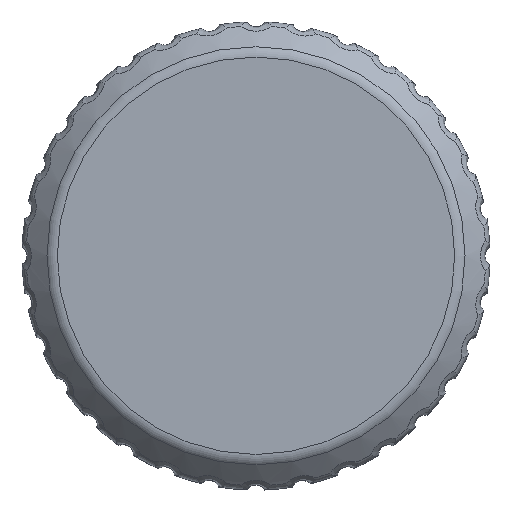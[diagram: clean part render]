
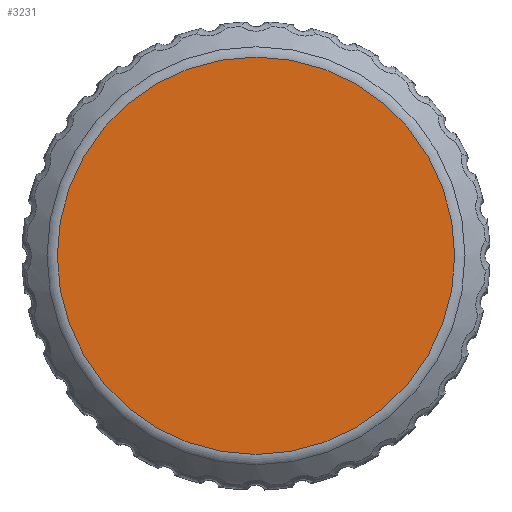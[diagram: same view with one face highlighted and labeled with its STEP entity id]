
A CAD part, top view. The second image highlights one B-rep face of the part: STEP entity #3231.
In plain terms, the highlighted planar face has unit normal (0, 0, 1).
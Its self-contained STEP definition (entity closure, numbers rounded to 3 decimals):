
#354=PLANE('',#3616);
#459=FACE_OUTER_BOUND('',#661,.T.);
#661=EDGE_LOOP('',(#2643));
#1166=CIRCLE('',#3582,13.586);
#1415=VERTEX_POINT('',#6865);
#1845=EDGE_CURVE('',#1415,#1415,#1166,.T.);
#2643=ORIENTED_EDGE('',*,*,#1845,.F.);
#3231=ADVANCED_FACE('',(#459),#354,.T.);
#3582=AXIS2_PLACEMENT_3D('',#6867,#4241,#4242);
#3616=AXIS2_PLACEMENT_3D('',#7208,#4310,#4311);
#4241=DIRECTION('center_axis',(0.,0.,-1.));
#4242=DIRECTION('ref_axis',(-1.,0.,0.));
#4310=DIRECTION('center_axis',(0.,0.,1.));
#4311=DIRECTION('ref_axis',(1.,0.,0.));
#6865=CARTESIAN_POINT('',(81.486,22.,45.98));
#6867=CARTESIAN_POINT('Origin',(67.9,22.,45.98));
#7208=CARTESIAN_POINT('Origin',(67.9,22.,45.98));
